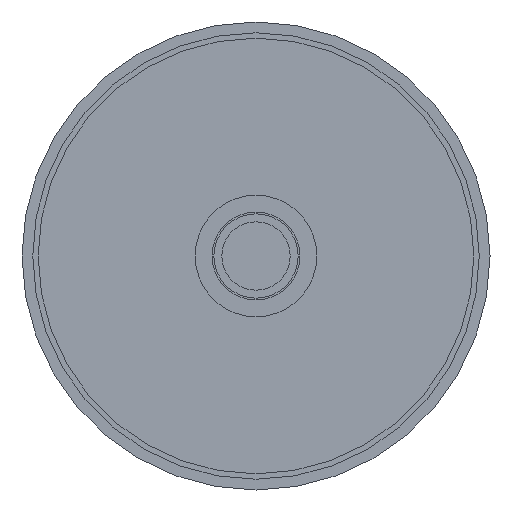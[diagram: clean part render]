
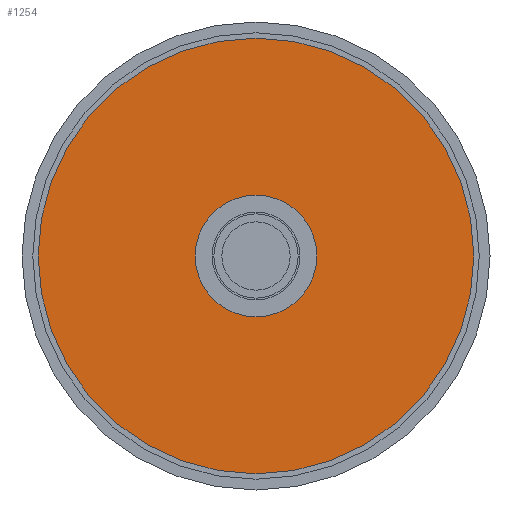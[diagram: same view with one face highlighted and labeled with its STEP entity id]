
A CAD part, front view. The second image highlights one B-rep face of the part: STEP entity #1254.
In plain terms, the highlighted face is planar.
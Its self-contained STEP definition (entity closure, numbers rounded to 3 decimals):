
#411 = EDGE_CURVE ( 'NONE', #412, #415, #865, .T. ) ;
#412 = VERTEX_POINT ( 'NONE', #860 ) ;
#415 = VERTEX_POINT ( 'NONE', #857 ) ;
#435 = EDGE_CURVE ( 'NONE', #436, #437, #1395, .T. ) ;
#436 = VERTEX_POINT ( 'NONE', #1386 ) ;
#437 = VERTEX_POINT ( 'NONE', #1385 ) ;
#857 = CARTESIAN_POINT ( 'NONE',  ( 46.55, 0., 0. ) ) ;
#860 = CARTESIAN_POINT ( 'NONE',  ( -46.55, 0., 0. ) ) ;
#861 = DIRECTION ( 'NONE',  ( -1., 0., 0. ) ) ;
#862 = DIRECTION ( 'NONE',  ( 0., 0., -1. ) ) ;
#863 = CARTESIAN_POINT ( 'NONE',  ( 0., 0., 0. ) ) ;
#864 = AXIS2_PLACEMENT_3D ( 'NONE', #863, #862, #861 ) ;
#865 = CIRCLE ( 'NONE', #864, 46.55 ) ;
#1251 = EDGE_CURVE ( 'NONE', #415, #412, #1515, .T. ) ;
#1254 = ADVANCED_FACE ( 'NONE', ( #1511, #1510 ), #1509, .F. ) ;
#1255 = EDGE_LOOP ( 'NONE', ( #1256, #1257 ) ) ;
#1256 = ORIENTED_EDGE ( 'NONE', *, *, #411, .F. ) ;
#1257 = ORIENTED_EDGE ( 'NONE', *, *, #1251, .F. ) ;
#1258 = EDGE_LOOP ( 'NONE', ( #1259, #1261 ) ) ;
#1259 = ORIENTED_EDGE ( 'NONE', *, *, #1260, .T. ) ;
#1260 = EDGE_CURVE ( 'NONE', #437, #436, #1504, .T. ) ;
#1261 = ORIENTED_EDGE ( 'NONE', *, *, #435, .T. ) ;
#1385 = CARTESIAN_POINT ( 'NONE',  ( -13., 0., 0. ) ) ;
#1386 = CARTESIAN_POINT ( 'NONE',  ( 13., 0., 0. ) ) ;
#1387 = DIRECTION ( 'NONE',  ( -1., 0., 0. ) ) ;
#1388 = DIRECTION ( 'NONE',  ( 0., 0., -1. ) ) ;
#1389 = CARTESIAN_POINT ( 'NONE',  ( 0., 0., 0. ) ) ;
#1390 = AXIS2_PLACEMENT_3D ( 'NONE', #1389, #1388, #1387 ) ;
#1395 = CIRCLE ( 'NONE', #1390, 13. ) ;
#1500 = DIRECTION ( 'NONE',  ( -1., 0., 0. ) ) ;
#1501 = DIRECTION ( 'NONE',  ( 0., 0., -1. ) ) ;
#1502 = CARTESIAN_POINT ( 'NONE',  ( 0., 0., 0. ) ) ;
#1503 = AXIS2_PLACEMENT_3D ( 'NONE', #1502, #1501, #1500 ) ;
#1504 = CIRCLE ( 'NONE', #1503, 13. ) ;
#1505 = DIRECTION ( 'NONE',  ( -1., 0., 0. ) ) ;
#1506 = DIRECTION ( 'NONE',  ( 0., 0., -1. ) ) ;
#1507 = CARTESIAN_POINT ( 'NONE',  ( 13., 0., 0. ) ) ;
#1508 = AXIS2_PLACEMENT_3D ( 'NONE', #1507, #1506, #1505 ) ;
#1509 = PLANE ( 'NONE',  #1508 ) ;
#1510 = FACE_BOUND ( 'NONE', #1258, .T. ) ;
#1511 = FACE_OUTER_BOUND ( 'NONE', #1255, .T. ) ;
#1512 = DIRECTION ( 'NONE',  ( -1., 0., 0. ) ) ;
#1513 = DIRECTION ( 'NONE',  ( 0., 0., -1. ) ) ;
#1514 = AXIS2_PLACEMENT_3D ( 'NONE', #1520, #1513, #1512 ) ;
#1515 = CIRCLE ( 'NONE', #1514, 46.55 ) ;
#1520 = CARTESIAN_POINT ( 'NONE',  ( 0., 0., 0. ) ) ;
